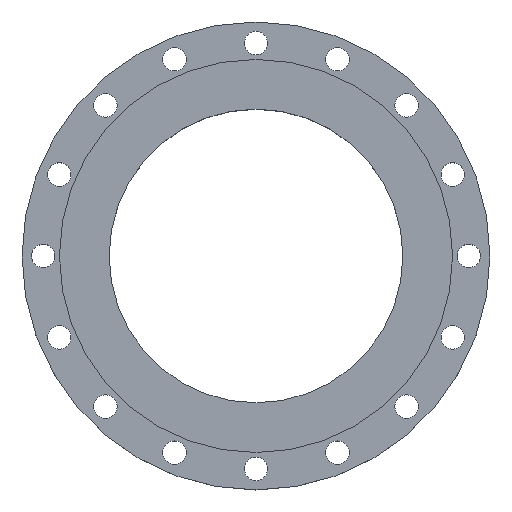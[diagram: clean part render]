
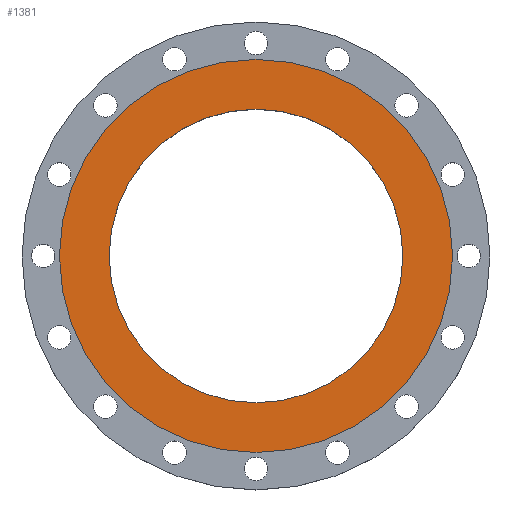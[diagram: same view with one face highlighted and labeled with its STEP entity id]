
A CAD part, top view. The second image highlights one B-rep face of the part: STEP entity #1381.
In plain terms, the highlighted planar face has unit normal (0, 0, 1).
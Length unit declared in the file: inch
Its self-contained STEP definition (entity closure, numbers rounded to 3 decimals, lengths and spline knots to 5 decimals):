
#16 = CIRCLE ( 'NONE', #81, 7.84375 ) ;
#72 = CARTESIAN_POINT ( 'NONE',  ( 7.84375, 0., 0. ) ) ;
#81 = AXIS2_PLACEMENT_3D ( 'NONE', #575, #1395, #426 ) ;
#113 = EDGE_CURVE ( 'NONE', #1125, #596, #16, .T. ) ;
#204 = CIRCLE ( 'NONE', #1578, 10.5 ) ;
#213 = CARTESIAN_POINT ( 'NONE',  ( 0., 0., 0. ) ) ;
#343 = EDGE_LOOP ( 'NONE', ( #1282, #632 ) ) ;
#426 = DIRECTION ( 'NONE',  ( 1., 0., 0. ) ) ;
#433 = CARTESIAN_POINT ( 'NONE',  ( -10.5, 0., 0. ) ) ;
#442 = EDGE_CURVE ( 'NONE', #1697, #835, #204, .T. ) ;
#559 = DIRECTION ( 'NONE',  ( -1., 0., 0. ) ) ;
#562 = AXIS2_PLACEMENT_3D ( 'NONE', #213, #1302, #1009 ) ;
#575 = CARTESIAN_POINT ( 'NONE',  ( 0., 0., 0. ) ) ;
#596 = VERTEX_POINT ( 'NONE', #1654 ) ;
#632 = ORIENTED_EDGE ( 'NONE', *, *, #1203, .F. ) ;
#652 = PLANE ( 'NONE',  #887 ) ;
#693 = EDGE_CURVE ( 'NONE', #835, #1697, #1227, .T. ) ;
#695 = FACE_BOUND ( 'NONE', #343, .T. ) ;
#722 = EDGE_LOOP ( 'NONE', ( #1489, #848 ) ) ;
#751 = CARTESIAN_POINT ( 'NONE',  ( 0., 0., 0. ) ) ;
#835 = VERTEX_POINT ( 'NONE', #922 ) ;
#848 = ORIENTED_EDGE ( 'NONE', *, *, #442, .T. ) ;
#887 = AXIS2_PLACEMENT_3D ( 'NONE', #1539, #1524, #559 ) ;
#922 = CARTESIAN_POINT ( 'NONE',  ( 10.5, 0., 0. ) ) ;
#1009 = DIRECTION ( 'NONE',  ( 1., 0., 0. ) ) ;
#1052 = DIRECTION ( 'NONE',  ( 1., 0., 0. ) ) ;
#1065 = CARTESIAN_POINT ( 'NONE',  ( 0., 0., 0. ) ) ;
#1125 = VERTEX_POINT ( 'NONE', #72 ) ;
#1181 = DIRECTION ( 'NONE',  ( 0., 0., 1. ) ) ;
#1203 = EDGE_CURVE ( 'NONE', #596, #1125, #1229, .T. ) ;
#1227 = CIRCLE ( 'NONE', #562, 10.5 ) ;
#1229 = CIRCLE ( 'NONE', #1614, 7.84375 ) ;
#1282 = ORIENTED_EDGE ( 'NONE', *, *, #113, .F. ) ;
#1302 = DIRECTION ( 'NONE',  ( 0., 0., 1. ) ) ;
#1327 = DIRECTION ( 'NONE',  ( 1., 0., 0. ) ) ;
#1335 = FACE_OUTER_BOUND ( 'NONE', #722, .T. ) ;
#1381 = ADVANCED_FACE ( 'NONE', ( #695, #1335 ), #652, .F. ) ;
#1395 = DIRECTION ( 'NONE',  ( 0., 0., 1. ) ) ;
#1489 = ORIENTED_EDGE ( 'NONE', *, *, #693, .T. ) ;
#1524 = DIRECTION ( 'NONE',  ( 0., 0., -1. ) ) ;
#1539 = CARTESIAN_POINT ( 'NONE',  ( 0., 7.84375, 0. ) ) ;
#1578 = AXIS2_PLACEMENT_3D ( 'NONE', #1065, #1636, #1052 ) ;
#1614 = AXIS2_PLACEMENT_3D ( 'NONE', #751, #1181, #1327 ) ;
#1636 = DIRECTION ( 'NONE',  ( 0., 0., 1. ) ) ;
#1654 = CARTESIAN_POINT ( 'NONE',  ( -7.84375, 0., 0. ) ) ;
#1697 = VERTEX_POINT ( 'NONE', #433 ) ;
